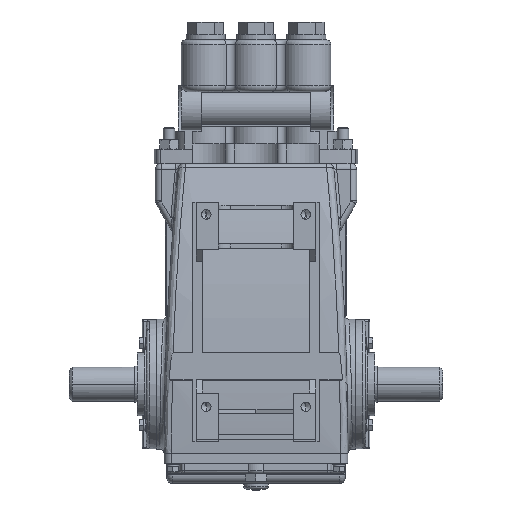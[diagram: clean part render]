
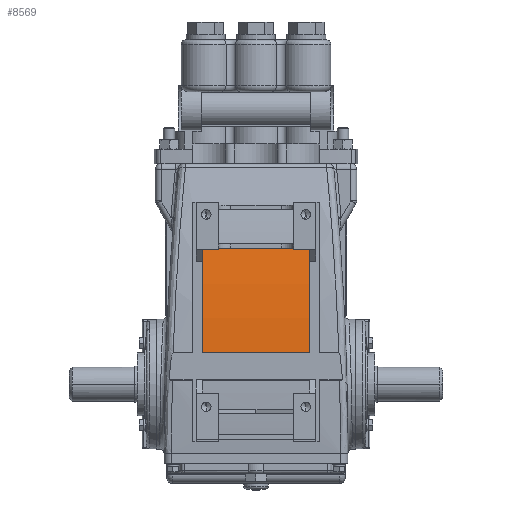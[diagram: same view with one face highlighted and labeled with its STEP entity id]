
A CAD part, front view. The second image highlights one B-rep face of the part: STEP entity #8569.
In plain terms, the highlighted cylindrical face has radius 634.291 mm (diameter 1268.58 mm), a partial arc.
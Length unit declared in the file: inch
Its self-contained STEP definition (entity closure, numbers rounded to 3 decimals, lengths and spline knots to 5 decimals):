
#8407 = VERTEX_POINT ( 'NONE', #32108 ) ;
#8411 = EDGE_CURVE ( 'NONE', #8407, #8414, #32107, .T. ) ;
#8414 = VERTEX_POINT ( 'NONE', #32102 ) ;
#8434 = VERTEX_POINT ( 'NONE', #32123 ) ;
#8437 = EDGE_CURVE ( 'NONE', #8434, #8438, #32122, .T. ) ;
#8438 = VERTEX_POINT ( 'NONE', #32117 ) ;
#8540 = ORIENTED_EDGE ( 'NONE', *, *, #8541, .F. ) ;
#8541 = EDGE_CURVE ( 'NONE', #8542, #8579, #32245, .T. ) ;
#8542 = VERTEX_POINT ( 'NONE', #32240 ) ;
#8544 = ORIENTED_EDGE ( 'NONE', *, *, #8546, .F. ) ;
#8546 = EDGE_CURVE ( 'NONE', #8549, #8542, #32239, .T. ) ;
#8549 = VERTEX_POINT ( 'NONE', #32235 ) ;
#8550 = ORIENTED_EDGE ( 'NONE', *, *, #8551, .F. ) ;
#8551 = EDGE_CURVE ( 'NONE', #8552, #8549, #32234, .T. ) ;
#8552 = VERTEX_POINT ( 'NONE', #32288 ) ;
#8553 = ORIENTED_EDGE ( 'NONE', *, *, #8555, .F. ) ;
#8555 = EDGE_CURVE ( 'NONE', #8438, #8552, #32286, .T. ) ;
#8569 = ADVANCED_FACE ( 'NONE', ( #32306 ), #32346, .T. ) ;
#8570 = EDGE_LOOP ( 'NONE', ( #8571, #8572, #8575, #8576, #8540, #8544, #8550, #8553 ) ) ;
#8571 = ORIENTED_EDGE ( 'NONE', *, *, #8437, .F. ) ;
#8572 = ORIENTED_EDGE ( 'NONE', *, *, #8573, .T. ) ;
#8573 = EDGE_CURVE ( 'NONE', #8434, #8414, #32341, .T. ) ;
#8575 = ORIENTED_EDGE ( 'NONE', *, *, #8411, .F. ) ;
#8576 = ORIENTED_EDGE ( 'NONE', *, *, #8578, .F. ) ;
#8578 = EDGE_CURVE ( 'NONE', #8579, #8407, #32337, .T. ) ;
#8579 = VERTEX_POINT ( 'NONE', #32333 ) ;
#32102 = CARTESIAN_POINT ( 'NONE',  ( 1.875, -2.8633, 1.08774 ) ) ;
#32103 = DIRECTION ( 'NONE',  ( 0., 0., 1. ) ) ;
#32104 = DIRECTION ( 'NONE',  ( 1., 0., 0. ) ) ;
#32105 = CARTESIAN_POINT ( 'NONE',  ( 1.875, 22.0882, 0.07423 ) ) ;
#32106 = AXIS2_PLACEMENT_3D ( 'NONE', #32105, #32104, #32103 ) ;
#32107 = CIRCLE ( 'NONE', #32106, 24.97208 ) ;
#32108 = CARTESIAN_POINT ( 'NONE',  ( 1.875, -2.45546, 4.68 ) ) ;
#32117 = CARTESIAN_POINT ( 'NONE',  ( -1.875, -2.45546, 4.68 ) ) ;
#32118 = DIRECTION ( 'NONE',  ( 0., 0., -1. ) ) ;
#32119 = DIRECTION ( 'NONE',  ( -1., 0., 0. ) ) ;
#32120 = CARTESIAN_POINT ( 'NONE',  ( -1.875, 22.0882, 0.07423 ) ) ;
#32121 = AXIS2_PLACEMENT_3D ( 'NONE', #32120, #32119, #32118 ) ;
#32122 = CIRCLE ( 'NONE', #32121, 24.97208 ) ;
#32123 = CARTESIAN_POINT ( 'NONE',  ( -1.875, -2.8633, 1.08774 ) ) ;
#32231 = DIRECTION ( 'NONE',  ( -1., 0., 0. ) ) ;
#32232 = CARTESIAN_POINT ( 'NONE',  ( -1.314, 22.0882, 0.07423 ) ) ;
#32233 = AXIS2_PLACEMENT_3D ( 'NONE', #32232, #32231, #32289 ) ;
#32234 = CIRCLE ( 'NONE', #32233, 24.97208 ) ;
#32235 = CARTESIAN_POINT ( 'NONE',  ( -1.314, -2.44603, 4.73 ) ) ;
#32236 = DIRECTION ( 'NONE',  ( 1., 0., 0. ) ) ;
#32237 = VECTOR ( 'NONE', #32236, 39.37008 ) ;
#32238 = CARTESIAN_POINT ( 'NONE',  ( 3.1935, -2.44603, 4.73 ) ) ;
#32239 = LINE ( 'NONE', #32238, #32237 ) ;
#32240 = CARTESIAN_POINT ( 'NONE',  ( 1.314, -2.44603, 4.73 ) ) ;
#32241 = DIRECTION ( 'NONE',  ( 0., 0., 1. ) ) ;
#32242 = DIRECTION ( 'NONE',  ( 1., 0., 0. ) ) ;
#32243 = CARTESIAN_POINT ( 'NONE',  ( 1.314, 22.0882, 0.07423 ) ) ;
#32244 = AXIS2_PLACEMENT_3D ( 'NONE', #32243, #32242, #32241 ) ;
#32245 = CIRCLE ( 'NONE', #32244, 24.97208 ) ;
#32283 = DIRECTION ( 'NONE',  ( 1., 0., 0. ) ) ;
#32284 = VECTOR ( 'NONE', #32283, 39.37008 ) ;
#32285 = CARTESIAN_POINT ( 'NONE',  ( 3.1935, -2.45546, 4.68 ) ) ;
#32286 = LINE ( 'NONE', #32285, #32284 ) ;
#32288 = CARTESIAN_POINT ( 'NONE',  ( -1.314, -2.45546, 4.68 ) ) ;
#32289 = DIRECTION ( 'NONE',  ( 0., 0., -1. ) ) ;
#32306 = FACE_OUTER_BOUND ( 'NONE', #8570, .T. ) ;
#32333 = CARTESIAN_POINT ( 'NONE',  ( 1.314, -2.45546, 4.68 ) ) ;
#32334 = DIRECTION ( 'NONE',  ( 1., 0., 0. ) ) ;
#32335 = VECTOR ( 'NONE', #32334, 39.37008 ) ;
#32336 = CARTESIAN_POINT ( 'NONE',  ( 3.1935, -2.45546, 4.68 ) ) ;
#32337 = LINE ( 'NONE', #32336, #32335 ) ;
#32338 = DIRECTION ( 'NONE',  ( 1., 0., 0. ) ) ;
#32339 = VECTOR ( 'NONE', #32338, 39.37008 ) ;
#32340 = CARTESIAN_POINT ( 'NONE',  ( 3.1935, -2.8633, 1.08774 ) ) ;
#32341 = LINE ( 'NONE', #32340, #32339 ) ;
#32342 = DIRECTION ( 'NONE',  ( 0., 0., 1. ) ) ;
#32343 = DIRECTION ( 'NONE',  ( -1., 0., 0. ) ) ;
#32344 = CARTESIAN_POINT ( 'NONE',  ( 3.1935, 22.0882, 0.07423 ) ) ;
#32345 = AXIS2_PLACEMENT_3D ( 'NONE', #32344, #32343, #32342 ) ;
#32346 = CYLINDRICAL_SURFACE ( 'NONE', #32345, 24.97208 ) ;
